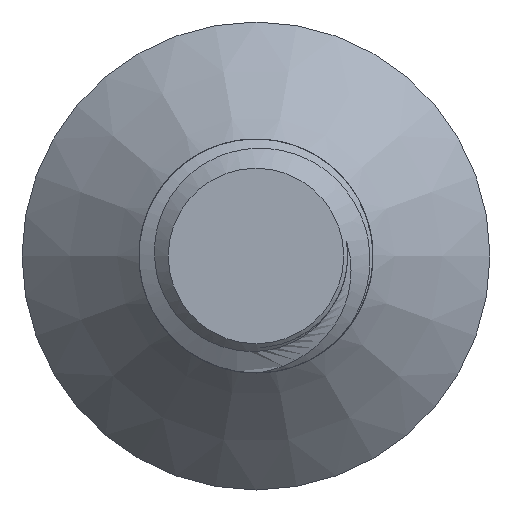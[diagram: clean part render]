
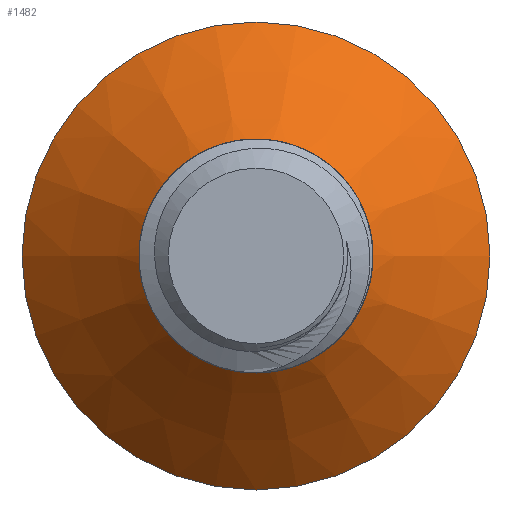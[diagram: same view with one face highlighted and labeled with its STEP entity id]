
A CAD part, left-side view. The second image highlights one B-rep face of the part: STEP entity #1482.
In plain terms, the highlighted conical face has half-angle 45 degrees and reference radius 3 mm.
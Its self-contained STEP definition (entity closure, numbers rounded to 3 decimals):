
#38=CONICAL_SURFACE('',#1584,3.,0.785);
#108=FACE_OUTER_BOUND('',#192,.T.);
#192=EDGE_LOOP('',(#1144,#1145,#1146,#1147,#1148,#1149,#1150,#1151));
#214=CIRCLE('',#1519,3.);
#217=CIRCLE('',#1585,6.);
#218=CIRCLE('',#1586,2.35);
#351=B_SPLINE_CURVE_WITH_KNOTS('',3,(#6541,#6542,#6543,#6544,#6545,#6546,
#6547,#6548,#6549,#6550,#6551,#6552,#6553,#6554,#6555,#6556,#6557,#6558,
#6559,#6560,#6561,#6562,#6563,#6564),.UNSPECIFIED.,.F.,.F.,(4,2,2,2,2,2,
2,2,2,2,2,4),(0.581,0.588,0.639,0.677,
0.705,0.725,0.741,0.752,
0.76,0.768,0.772,0.775),
 .UNSPECIFIED.);
#352=B_SPLINE_CURVE_WITH_KNOTS('',3,(#6566,#6567,#6568,#6569,#6570,#6571,
#6572,#6573,#6574,#6575,#6576,#6577,#6578,#6579),.UNSPECIFIED.,.F.,.F.,
(4,2,2,2,2,2,4),(0.,0.083,0.149,
0.217,0.294,0.335,0.374),
 .UNSPECIFIED.);
#353=B_SPLINE_CURVE_WITH_KNOTS('',3,(#6582,#6583,#6584,#6585,#6586,#6587,
#6588,#6589,#6590,#6591,#6592,#6593,#6594,#6595,#6596,#6597,#6598,#6599),
 .UNSPECIFIED.,.F.,.F.,(4,2,2,2,2,2,2,2,4),(0.,0.062,
0.127,0.223,0.31,0.392,
0.463,0.529,0.581),.UNSPECIFIED.);
#423=LINE('',#6540,#500);
#500=VECTOR('',#1816,3.);
#517=VERTEX_POINT('',#1893);
#518=VERTEX_POINT('',#1906);
#645=VERTEX_POINT('',#6537);
#646=VERTEX_POINT('',#6539);
#647=VERTEX_POINT('',#6565);
#648=VERTEX_POINT('',#6580);
#666=EDGE_CURVE('',#518,#517,#214,.T.);
#854=EDGE_CURVE('',#645,#645,#217,.T.);
#855=EDGE_CURVE('',#645,#646,#423,.T.);
#856=EDGE_CURVE('',#646,#518,#351,.T.);
#857=EDGE_CURVE('',#517,#647,#352,.T.);
#858=EDGE_CURVE('',#647,#648,#218,.T.);
#859=EDGE_CURVE('',#648,#646,#353,.T.);
#1144=ORIENTED_EDGE('',*,*,#854,.F.);
#1145=ORIENTED_EDGE('',*,*,#855,.T.);
#1146=ORIENTED_EDGE('',*,*,#856,.T.);
#1147=ORIENTED_EDGE('',*,*,#666,.T.);
#1148=ORIENTED_EDGE('',*,*,#857,.T.);
#1149=ORIENTED_EDGE('',*,*,#858,.T.);
#1150=ORIENTED_EDGE('',*,*,#859,.T.);
#1151=ORIENTED_EDGE('',*,*,#855,.F.);
#1482=ADVANCED_FACE('',(#108),#38,.T.);
#1519=AXIS2_PLACEMENT_3D('',#1907,#1621,#1622);
#1584=AXIS2_PLACEMENT_3D('',#6536,#1812,#1813);
#1585=AXIS2_PLACEMENT_3D('',#6538,#1814,#1815);
#1586=AXIS2_PLACEMENT_3D('',#6581,#1817,#1818);
#1621=DIRECTION('center_axis',(0.,0.,1.));
#1622=DIRECTION('ref_axis',(0.,-1.,0.));
#1812=DIRECTION('center_axis',(0.,0.,1.));
#1813=DIRECTION('ref_axis',(0.,-1.,0.));
#1814=DIRECTION('center_axis',(0.,0.,1.));
#1815=DIRECTION('ref_axis',(0.,-1.,0.));
#1816=DIRECTION('',(0.,-0.707,-0.707));
#1817=DIRECTION('center_axis',(0.,0.,1.));
#1818=DIRECTION('ref_axis',(1.,0.,0.));
#1893=CARTESIAN_POINT('',(2.851,-0.933,-3.3));
#1906=CARTESIAN_POINT('',(1.357,-2.676,-3.3));
#1907=CARTESIAN_POINT('Origin',(0.,0.,-3.3));
#6536=CARTESIAN_POINT('Origin',(0.,0.,-3.3));
#6537=CARTESIAN_POINT('',(0.,6.,-0.3));
#6538=CARTESIAN_POINT('Origin',(0.,0.,-0.3));
#6539=CARTESIAN_POINT('',(0.,2.635,-3.665));
#6540=CARTESIAN_POINT('',(0.,3.,-3.3));
#6541=CARTESIAN_POINT('Ctrl Pts',(0.,2.635,
-3.665));
#6542=CARTESIAN_POINT('Ctrl Pts',(-0.047,2.637,
-3.663));
#6543=CARTESIAN_POINT('Ctrl Pts',(-0.095,2.638,
-3.661));
#6544=CARTESIAN_POINT('Ctrl Pts',(-0.481,2.631,-3.647));
#6545=CARTESIAN_POINT('Ctrl Pts',(-0.813,2.561,-3.634));
#6546=CARTESIAN_POINT('Ctrl Pts',(-1.35,2.338,-3.611));
#6547=CARTESIAN_POINT('Ctrl Pts',(-1.678,2.167,-3.598));
#6548=CARTESIAN_POINT('Ctrl Pts',(-2.243,1.596,-3.569));
#6549=CARTESIAN_POINT('Ctrl Pts',(-2.437,1.307,-3.556));
#6550=CARTESIAN_POINT('Ctrl Pts',(-2.672,0.759,-3.534));
#6551=CARTESIAN_POINT('Ctrl Pts',(-2.792,0.399,-3.52));
#6552=CARTESIAN_POINT('Ctrl Pts',(-2.799,-0.427,
-3.491));
#6553=CARTESIAN_POINT('Ctrl Pts',(-2.735,-0.779,
-3.478));
#6554=CARTESIAN_POINT('Ctrl Pts',(-2.518,-1.346,-3.456));
#6555=CARTESIAN_POINT('Ctrl Pts',(-2.35,-1.699,-3.442));
#6556=CARTESIAN_POINT('Ctrl Pts',(-1.761,-2.315,-3.414));
#6557=CARTESIAN_POINT('Ctrl Pts',(-1.464,-2.529,-3.401));
#6558=CARTESIAN_POINT('Ctrl Pts',(-0.785,-2.845,
-3.374));
#6559=CARTESIAN_POINT('Ctrl Pts',(-0.407,-2.936,
-3.361));
#6560=CARTESIAN_POINT('Ctrl Pts',(0.138,-2.958,-3.343));
#6561=CARTESIAN_POINT('Ctrl Pts',(0.389,-2.956,-3.335));
#6562=CARTESIAN_POINT('Ctrl Pts',(0.923,-2.847,-3.316));
#6563=CARTESIAN_POINT('Ctrl Pts',(1.145,-2.774,-3.308));
#6564=CARTESIAN_POINT('Ctrl Pts',(1.357,-2.676,-3.3));
#6565=CARTESIAN_POINT('',(-1.057,-2.099,-3.95));
#6566=CARTESIAN_POINT('Ctrl Pts',(2.851,-0.933,-3.3));
#6567=CARTESIAN_POINT('Ctrl Pts',(2.734,-1.18,-3.335));
#6568=CARTESIAN_POINT('Ctrl Pts',(2.582,-1.409,-3.371));
#6569=CARTESIAN_POINT('Ctrl Pts',(2.257,-1.779,-3.435));
#6570=CARTESIAN_POINT('Ctrl Pts',(2.05,-1.978,-3.47));
#6571=CARTESIAN_POINT('Ctrl Pts',(1.495,-2.325,-3.556));
#6572=CARTESIAN_POINT('Ctrl Pts',(1.185,-2.446,-3.602));
#6573=CARTESIAN_POINT('Ctrl Pts',(0.489,-2.577,-3.704));
#6574=CARTESIAN_POINT('Ctrl Pts',(0.129,-2.562,-3.753));
#6575=CARTESIAN_POINT('Ctrl Pts',(-0.342,-2.459,
-3.823));
#6576=CARTESIAN_POINT('Ctrl Pts',(-0.499,-2.406,
-3.848));
#6577=CARTESIAN_POINT('Ctrl Pts',(-0.794,-2.271,
-3.899));
#6578=CARTESIAN_POINT('Ctrl Pts',(-0.93,-2.192,
-3.924));
#6579=CARTESIAN_POINT('Ctrl Pts',(-1.057,-2.099,-3.95));
#6580=CARTESIAN_POINT('',(0.737,-2.232,-3.95));
#6581=CARTESIAN_POINT('Origin',(0.,0.,-3.95));
#6582=CARTESIAN_POINT('Ctrl Pts',(0.737,-2.232,-3.95));
#6583=CARTESIAN_POINT('Ctrl Pts',(0.934,-2.176,-3.941));
#6584=CARTESIAN_POINT('Ctrl Pts',(1.124,-2.095,-3.932));
#6585=CARTESIAN_POINT('Ctrl Pts',(1.487,-1.879,-3.913));
#6586=CARTESIAN_POINT('Ctrl Pts',(1.656,-1.744,-3.905));
#6587=CARTESIAN_POINT('Ctrl Pts',(2.026,-1.356,-3.883));
#6588=CARTESIAN_POINT('Ctrl Pts',(2.199,-1.084,-3.869));
#6589=CARTESIAN_POINT('Ctrl Pts',(2.419,-0.517,-3.844));
#6590=CARTESIAN_POINT('Ctrl Pts',(2.485,-0.203,-3.831));
#6591=CARTESIAN_POINT('Ctrl Pts',(2.472,0.475,-3.804));
#6592=CARTESIAN_POINT('Ctrl Pts',(2.401,0.801,-3.791));
#6593=CARTESIAN_POINT('Ctrl Pts',(2.154,1.366,-3.765));
#6594=CARTESIAN_POINT('Ctrl Pts',(1.979,1.646,-3.753));
#6595=CARTESIAN_POINT('Ctrl Pts',(1.47,2.141,-3.726));
#6596=CARTESIAN_POINT('Ctrl Pts',(1.181,2.328,-3.712));
#6597=CARTESIAN_POINT('Ctrl Pts',(0.618,2.552,-3.688));
#6598=CARTESIAN_POINT('Ctrl Pts',(0.327,2.624,-3.676));
#6599=CARTESIAN_POINT('Ctrl Pts',(0.,2.635,
-3.665));
